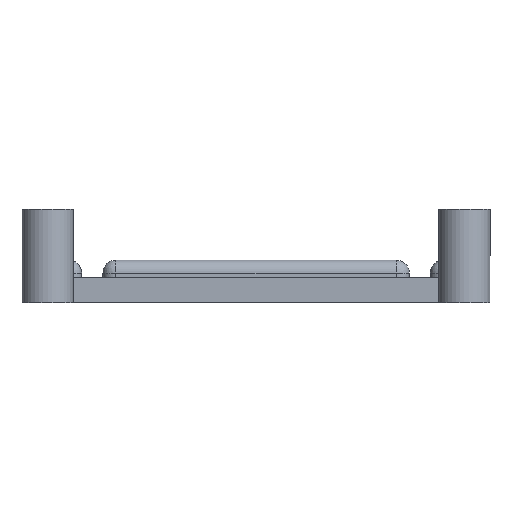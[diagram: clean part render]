
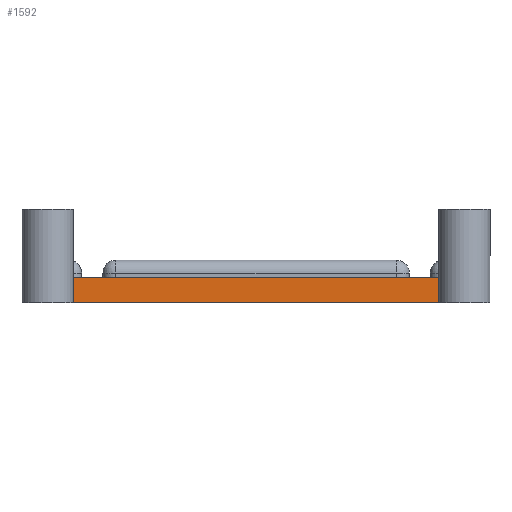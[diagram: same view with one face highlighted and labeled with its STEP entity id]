
A CAD part, left-side view. The second image highlights one B-rep face of the part: STEP entity #1592.
In plain terms, the highlighted planar face has unit normal (-1, 0, 0).
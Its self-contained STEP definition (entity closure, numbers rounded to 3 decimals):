
#89=PLANE('',#1792);
#170=FACE_OUTER_BOUND('',#274,.T.);
#274=EDGE_LOOP('',(#1392,#1393,#1394,#1395));
#354=LINE('',#2546,#474);
#409=LINE('',#2737,#529);
#410=LINE('',#2741,#530);
#411=LINE('',#2742,#531);
#474=VECTOR('',#2061,10.);
#529=VECTOR('',#2274,10.);
#530=VECTOR('',#2279,10.);
#531=VECTOR('',#2280,10.);
#728=VERTEX_POINT('',#2543);
#729=VERTEX_POINT('',#2545);
#786=VERTEX_POINT('',#2736);
#787=VERTEX_POINT('',#2740);
#909=EDGE_CURVE('',#728,#729,#354,.T.);
#1005=EDGE_CURVE('',#786,#729,#409,.T.);
#1007=EDGE_CURVE('',#786,#787,#410,.T.);
#1008=EDGE_CURVE('',#787,#728,#411,.T.);
#1392=ORIENTED_EDGE('',*,*,#1007,.F.);
#1393=ORIENTED_EDGE('',*,*,#1005,.T.);
#1394=ORIENTED_EDGE('',*,*,#909,.F.);
#1395=ORIENTED_EDGE('',*,*,#1008,.F.);
#1592=ADVANCED_FACE('',(#170),#89,.T.);
#1792=AXIS2_PLACEMENT_3D('',#2739,#2277,#2278);
#2061=DIRECTION('',(0.,-1.,0.));
#2274=DIRECTION('',(0.,0.,1.));
#2277=DIRECTION('center_axis',(-1.,0.,0.));
#2278=DIRECTION('ref_axis',(0.,-1.,0.));
#2279=DIRECTION('',(0.,1.,0.));
#2280=DIRECTION('',(0.,0.,1.));
#2543=CARTESIAN_POINT('',(-15.766,7.982,3.));
#2545=CARTESIAN_POINT('',(-15.766,-35.018,3.));
#2546=CARTESIAN_POINT('',(-15.766,-38.018,3.));
#2736=CARTESIAN_POINT('',(-15.766,-35.018,0.));
#2737=CARTESIAN_POINT('',(-15.766,-35.018,0.));
#2739=CARTESIAN_POINT('Origin',(-15.766,7.982,0.));
#2740=CARTESIAN_POINT('',(-15.766,7.982,0.));
#2741=CARTESIAN_POINT('',(-15.766,-38.018,0.));
#2742=CARTESIAN_POINT('',(-15.766,7.982,0.));
